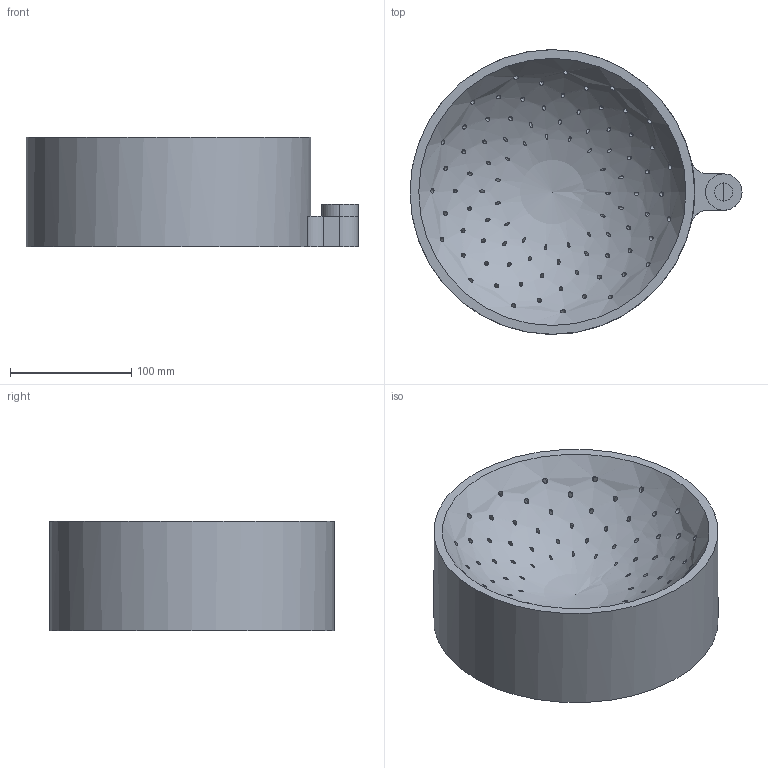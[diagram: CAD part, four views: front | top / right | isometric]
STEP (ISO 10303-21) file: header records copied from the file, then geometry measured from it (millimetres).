
FILE_DESCRIPTION(('FreeCAD Model'),'2;1');
FILE_NAME('Open CASCADE Shape Model','2025-05-05T18:07:39',(''),(''), 'Open CASCADE STEP processor 7.8','FreeCAD','Unknown');
FILE_SCHEMA(('AUTOMOTIVE_DESIGN { 1 0 10303 214 1 1 1 1 }'));
Length unit declared in the file: millimetre
Products named in the file (2): base-manifold_rev2; Cut001
Assembly tree (1 placements, depth 2):
  base-manifold_rev2
    Cut001
Bounding box: 274.04 x 235 x 90 mm (x, y, z)
Volume: 976956.1 mm3; surface area: 361807.1 mm2
Topology: 1 solids, 1 shells, 153 faces, 439 edges, 284 vertices
Faces by surface type: bspline 103, plane 31, cylinder 12, cone 6, sphere 1
Full cylindrical faces by diameter (mm): 15 x1, 115 x1, 225 x1, 235 x1
Entity records: 30390 total; most frequent: CARTESIAN_POINT 26807, ORIENTED_EDGE 876, EDGE_CURVE 438, FACE_BOUND 364, EDGE_LOOP 364, B_SPLINE_CURVE_WITH_KNOTS 311, VERTEX_POINT 290, DIRECTION 288
